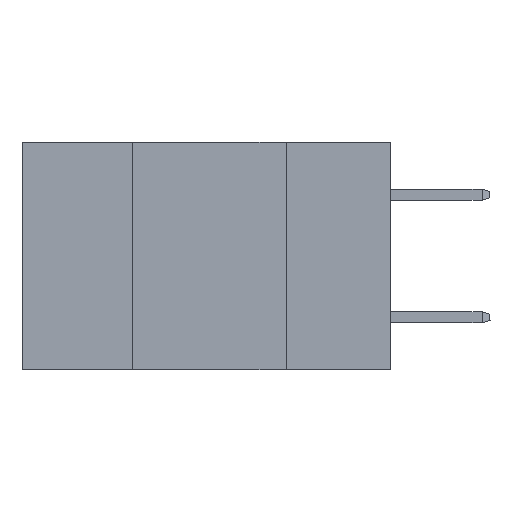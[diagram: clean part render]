
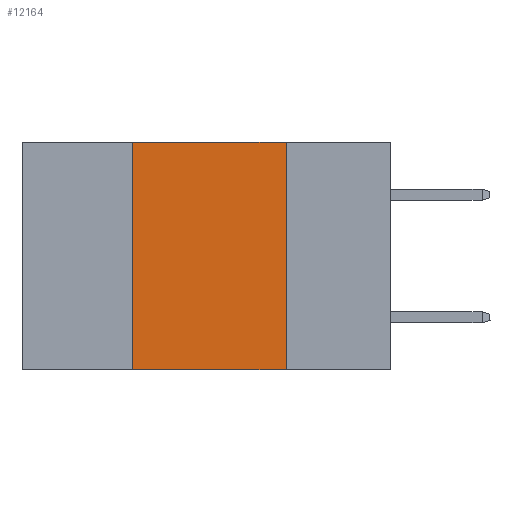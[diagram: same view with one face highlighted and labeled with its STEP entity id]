
A CAD part, left-side view. The second image highlights one B-rep face of the part: STEP entity #12164.
In plain terms, the highlighted planar face has unit normal (-1, 0, 0).
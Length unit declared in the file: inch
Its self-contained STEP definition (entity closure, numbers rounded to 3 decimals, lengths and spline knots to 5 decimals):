
#402 = VERTEX_POINT ( 'NONE', #34288 ) ;
#420 = EDGE_CURVE ( 'NONE', #21659, #402, #33021, .T. ) ;
#1152 = ORIENTED_EDGE ( 'NONE', *, *, #18991, .F. ) ;
#1864 = VERTEX_POINT ( 'NONE', #13867 ) ;
#2760 = AXIS2_PLACEMENT_3D ( 'NONE', #23562, #33095, #10800 ) ;
#3172 = CARTESIAN_POINT ( 'NONE',  ( 0., 0.42, 0. ) ) ;
#5538 = CARTESIAN_POINT ( 'NONE',  ( 0., 0.17, 0. ) ) ;
#5638 = CARTESIAN_POINT ( 'NONE',  ( 0., 0.42, 0. ) ) ;
#7452 = PLANE ( 'NONE',  #2760 ) ;
#7562 = LINE ( 'NONE', #25326, #10566 ) ;
#7954 = VECTOR ( 'NONE', #8629, 39.37008 ) ;
#8629 = DIRECTION ( 'NONE',  ( 0., 0., -1. ) ) ;
#9741 = DIRECTION ( 'NONE',  ( 0., -1., 0. ) ) ;
#10566 = VECTOR ( 'NONE', #9741, 39.37008 ) ;
#10800 = DIRECTION ( 'NONE',  ( 0., 0., -1. ) ) ;
#12164 = ADVANCED_FACE ( 'NONE', ( #35874 ), #7452, .F. ) ;
#12641 = EDGE_CURVE ( 'NONE', #1864, #34451, #31288, .T. ) ;
#12726 = VECTOR ( 'NONE', #25627, 39.37008 ) ;
#13867 = CARTESIAN_POINT ( 'NONE',  ( 0., 0.42, -0.37 ) ) ;
#17810 = VECTOR ( 'NONE', #26695, 39.37008 ) ;
#18291 = LINE ( 'NONE', #29325, #17810 ) ;
#18991 = EDGE_CURVE ( 'NONE', #34451, #21659, #7562, .T. ) ;
#19665 = EDGE_LOOP ( 'NONE', ( #25260, #1152, #40351, #24975 ) ) ;
#21659 = VERTEX_POINT ( 'NONE', #22460 ) ;
#22460 = CARTESIAN_POINT ( 'NONE',  ( 0., 0.17, 0. ) ) ;
#23562 = CARTESIAN_POINT ( 'NONE',  ( 0., 0.6, 0. ) ) ;
#24975 = ORIENTED_EDGE ( 'NONE', *, *, #29064, .T. ) ;
#25260 = ORIENTED_EDGE ( 'NONE', *, *, #420, .F. ) ;
#25326 = CARTESIAN_POINT ( 'NONE',  ( 0., 0.6, 0. ) ) ;
#25627 = DIRECTION ( 'NONE',  ( 0., 0., 1. ) ) ;
#26695 = DIRECTION ( 'NONE',  ( 0., -1., 0. ) ) ;
#29064 = EDGE_CURVE ( 'NONE', #1864, #402, #18291, .T. ) ;
#29325 = CARTESIAN_POINT ( 'NONE',  ( 0., 0.6, -0.37 ) ) ;
#31288 = LINE ( 'NONE', #3172, #12726 ) ;
#33021 = LINE ( 'NONE', #5538, #7954 ) ;
#33095 = DIRECTION ( 'NONE',  ( 1., 0., 0. ) ) ;
#34288 = CARTESIAN_POINT ( 'NONE',  ( 0., 0.17, -0.37 ) ) ;
#34451 = VERTEX_POINT ( 'NONE', #5638 ) ;
#35874 = FACE_OUTER_BOUND ( 'NONE', #19665, .T. ) ;
#40351 = ORIENTED_EDGE ( 'NONE', *, *, #12641, .F. ) ;
